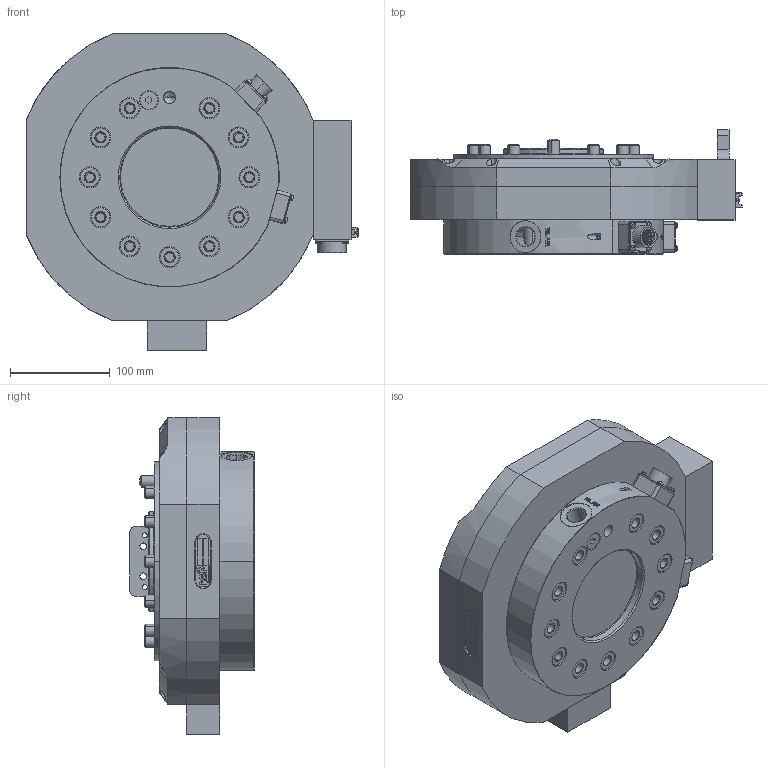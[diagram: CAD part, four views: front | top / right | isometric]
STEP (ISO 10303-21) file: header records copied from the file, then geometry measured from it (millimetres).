
FILE_DESCRIPTION (( 'STEP AP203' ), '1' );
FILE_NAME ('P0633.STEP', '2018-11-27T06:45:52', ( '' ), ( '' ), 'SwSTEP 2.0', 'SolidWorks 2017', '' );
FILE_SCHEMA (( 'CONFIG_CONTROL_DESIGN' ));
Products named in the file (1): P0633
Bounding box: 333 x 124.7 x 317.5 mm (x, y, z)
Volume: 5934897 mm3; surface area: 806904 mm2
Topology: 101 solids, 105 shells, 2968 faces, 6977 edges, 4451 vertices
Faces by surface type: plane 1241, cylinder 849, bspline 392, cone 356, torus 120, sphere 10
Entity records: 106518 total; most frequent: CARTESIAN_POINT 39204, ORIENTED_EDGE 13838, DIRECTION 13442, EDGE_CURVE 6919, AXIS2_PLACEMENT_3D 4820, VERTEX_POINT 4451, LINE 3802, VECTOR 3802
